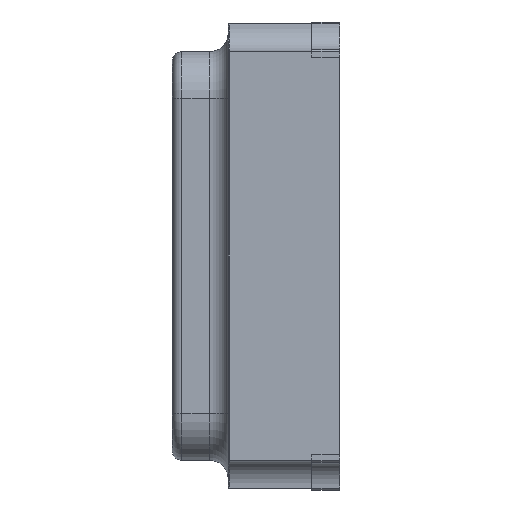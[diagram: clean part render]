
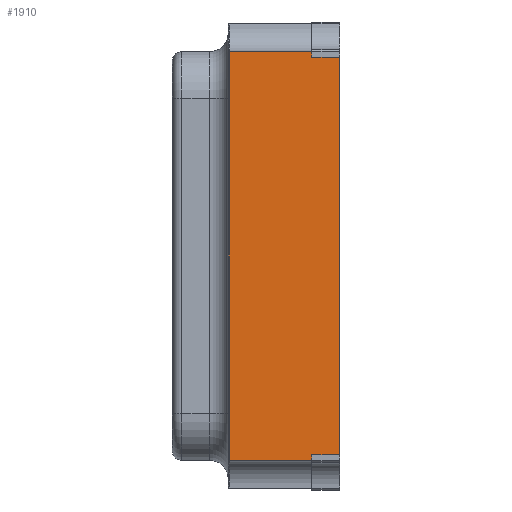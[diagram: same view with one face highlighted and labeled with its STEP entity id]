
A CAD part, left-side view. The second image highlights one B-rep face of the part: STEP entity #1910.
In plain terms, the highlighted planar face has unit normal (-1, 0, 0).
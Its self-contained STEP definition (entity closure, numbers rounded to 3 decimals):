
#27 = CARTESIAN_POINT ( 'NONE',  ( -1.6, 0., 1.07 ) ) ;
#83 = CARTESIAN_POINT ( 'NONE',  ( -1.6, 0., 1.1 ) ) ;
#97 = DIRECTION ( 'NONE',  ( 0., 0., 1. ) ) ;
#171 = VECTOR ( 'NONE', #2939, 1000. ) ;
#440 = LINE ( 'NONE', #1908, #952 ) ;
#498 = LINE ( 'NONE', #1392, #2095 ) ;
#558 = EDGE_CURVE ( 'NONE', #1021, #703, #982, .T. ) ;
#620 = EDGE_CURVE ( 'NONE', #2202, #819, #1079, .T. ) ;
#664 = EDGE_CURVE ( 'NONE', #703, #1288, #440, .T. ) ;
#674 = CARTESIAN_POINT ( 'NONE',  ( -1.6, 0.15, -1.07 ) ) ;
#703 = VERTEX_POINT ( 'NONE', #1407 ) ;
#770 = CARTESIAN_POINT ( 'NONE',  ( -1.6, 0.15, 1.1 ) ) ;
#772 = CARTESIAN_POINT ( 'NONE',  ( -1.6, 0.15, -1.07 ) ) ;
#793 = ORIENTED_EDGE ( 'NONE', *, *, #1202, .T. ) ;
#819 = VERTEX_POINT ( 'NONE', #2570 ) ;
#863 = DIRECTION ( 'NONE',  ( 0., 0., 1. ) ) ;
#905 = ORIENTED_EDGE ( 'NONE', *, *, #664, .T. ) ;
#952 = VECTOR ( 'NONE', #863, 1000. ) ;
#962 = VECTOR ( 'NONE', #1322, 1000. ) ;
#979 = LINE ( 'NONE', #1866, #1128 ) ;
#982 = LINE ( 'NONE', #772, #1019 ) ;
#1019 = VECTOR ( 'NONE', #2135, 1000. ) ;
#1021 = VERTEX_POINT ( 'NONE', #674 ) ;
#1079 = LINE ( 'NONE', #83, #1320 ) ;
#1128 = VECTOR ( 'NONE', #2352, 1000. ) ;
#1160 = FACE_OUTER_BOUND ( 'NONE', #2620, .T. ) ;
#1202 = EDGE_CURVE ( 'NONE', #2205, #1658, #1273, .T. ) ;
#1242 = ORIENTED_EDGE ( 'NONE', *, *, #2434, .T. ) ;
#1273 = LINE ( 'NONE', #3106, #2263 ) ;
#1288 = VERTEX_POINT ( 'NONE', #27 ) ;
#1320 = VECTOR ( 'NONE', #1358, 1000. ) ;
#1322 = DIRECTION ( 'NONE',  ( 0., 0., -1. ) ) ;
#1358 = DIRECTION ( 'NONE',  ( 0., 1., 0. ) ) ;
#1359 = DIRECTION ( 'NONE',  ( 0., -1., 0. ) ) ;
#1392 = CARTESIAN_POINT ( 'NONE',  ( -1.6, 0.15, 1.1 ) ) ;
#1407 = CARTESIAN_POINT ( 'NONE',  ( -1.6, 0., -1.07 ) ) ;
#1422 = CARTESIAN_POINT ( 'NONE',  ( -1.6, 0.595, 1.25 ) ) ;
#1471 = DIRECTION ( 'NONE',  ( 0., 0., -1. ) ) ;
#1481 = ORIENTED_EDGE ( 'NONE', *, *, #620, .T. ) ;
#1483 = LINE ( 'NONE', #1422, #171 ) ;
#1517 = ORIENTED_EDGE ( 'NONE', *, *, #2835, .F. ) ;
#1643 = LINE ( 'NONE', #3102, #962 ) ;
#1658 = VERTEX_POINT ( 'NONE', #1794 ) ;
#1749 = DIRECTION ( 'NONE',  ( 1., 0., 0. ) ) ;
#1794 = CARTESIAN_POINT ( 'NONE',  ( -1.6, 0.15, -1.1 ) ) ;
#1801 = CARTESIAN_POINT ( 'NONE',  ( -1.6, 0.15, 1.07 ) ) ;
#1866 = CARTESIAN_POINT ( 'NONE',  ( -1.6, 0.15, 1.07 ) ) ;
#1908 = CARTESIAN_POINT ( 'NONE',  ( -1.6, 0., 1.25 ) ) ;
#1910 = ADVANCED_FACE ( 'NONE', ( #1160 ), #3021, .F. ) ;
#2018 = ORIENTED_EDGE ( 'NONE', *, *, #3223, .T. ) ;
#2095 = VECTOR ( 'NONE', #97, 1000. ) ;
#2135 = DIRECTION ( 'NONE',  ( 0., -1., 0. ) ) ;
#2140 = ORIENTED_EDGE ( 'NONE', *, *, #558, .T. ) ;
#2202 = VERTEX_POINT ( 'NONE', #770 ) ;
#2205 = VERTEX_POINT ( 'NONE', #2555 ) ;
#2232 = AXIS2_PLACEMENT_3D ( 'NONE', #2987, #1749, #1471 ) ;
#2263 = VECTOR ( 'NONE', #1359, 1000. ) ;
#2268 = EDGE_CURVE ( 'NONE', #1021, #1658, #1643, .T. ) ;
#2352 = DIRECTION ( 'NONE',  ( 0., -1., 0. ) ) ;
#2434 = EDGE_CURVE ( 'NONE', #2728, #2202, #498, .T. ) ;
#2555 = CARTESIAN_POINT ( 'NONE',  ( -1.6, 0.595, -1.1 ) ) ;
#2570 = CARTESIAN_POINT ( 'NONE',  ( -1.6, 0.595, 1.1 ) ) ;
#2620 = EDGE_LOOP ( 'NONE', ( #1481, #2018, #793, #3271, #2140, #905, #1517, #1242 ) ) ;
#2728 = VERTEX_POINT ( 'NONE', #1801 ) ;
#2835 = EDGE_CURVE ( 'NONE', #2728, #1288, #979, .T. ) ;
#2939 = DIRECTION ( 'NONE',  ( 0., 0., -1. ) ) ;
#2987 = CARTESIAN_POINT ( 'NONE',  ( -1.6, 0.6, 1.25 ) ) ;
#3021 = PLANE ( 'NONE',  #2232 ) ;
#3102 = CARTESIAN_POINT ( 'NONE',  ( -1.6, 0.15, -1.1 ) ) ;
#3106 = CARTESIAN_POINT ( 'NONE',  ( -1.6, 0., -1.1 ) ) ;
#3223 = EDGE_CURVE ( 'NONE', #819, #2205, #1483, .T. ) ;
#3271 = ORIENTED_EDGE ( 'NONE', *, *, #2268, .F. ) ;
